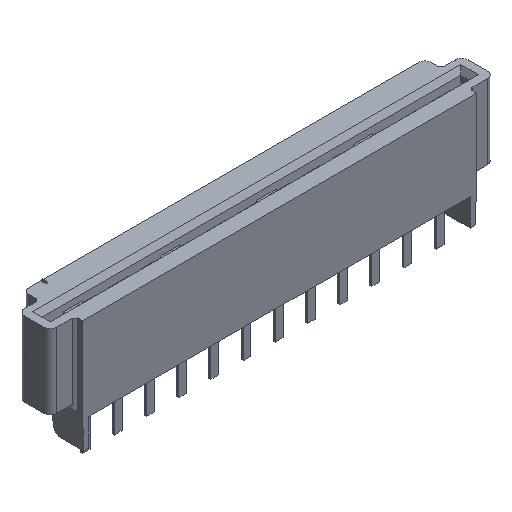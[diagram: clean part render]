
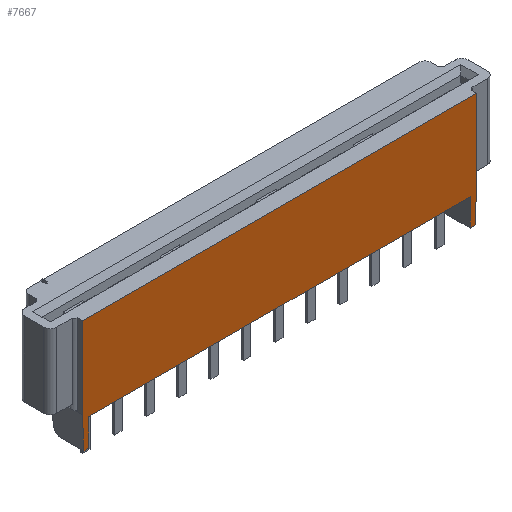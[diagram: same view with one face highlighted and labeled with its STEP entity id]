
A CAD part, isometric view. The second image highlights one B-rep face of the part: STEP entity #7667.
In plain terms, the highlighted planar face has unit normal (0, -1, 0).
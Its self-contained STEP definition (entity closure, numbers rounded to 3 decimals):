
#92=DIRECTION('',(1.,0.,0.));
#93=VECTOR('',#92,31.115);
#94=CARTESIAN_POINT('',(-15.558,-2.388,0.));
#95=LINE('',#94,#93);
#448=DIRECTION('',(1.,0.,0.));
#449=VECTOR('',#448,30.099);
#450=CARTESIAN_POINT('',(-15.05,-2.388,-6.807));
#451=LINE('',#450,#449);
#452=DIRECTION('',(-0.05,0.,0.999));
#453=VECTOR('',#452,2.543);
#454=CARTESIAN_POINT('',(-15.431,-2.388,-8.966));
#455=LINE('',#454,#453);
#456=DIRECTION('',(0.,0.,1.));
#457=VECTOR('',#456,6.426);
#458=CARTESIAN_POINT('',(-15.558,-2.388,-6.426));
#459=LINE('',#458,#457);
#460=DIRECTION('',(0.,0.,-1.));
#461=VECTOR('',#460,6.426);
#462=CARTESIAN_POINT('',(15.558,-2.388,0.));
#463=LINE('',#462,#461);
#464=DIRECTION('',(-0.05,0.,-0.999));
#465=VECTOR('',#464,2.543);
#466=CARTESIAN_POINT('',(15.558,-2.388,-6.426));
#467=LINE('',#466,#465);
#472=DIRECTION('',(0.,0.,-1.));
#473=VECTOR('',#472,2.159);
#474=CARTESIAN_POINT('',(15.05,-2.388,-6.807));
#475=LINE('',#474,#473);
#493=DIRECTION('',(1.,0.,0.));
#494=VECTOR('',#493,0.381);
#495=CARTESIAN_POINT('',(15.05,-2.388,-8.966));
#496=LINE('',#495,#494);
#777=DIRECTION('',(0.,0.,-1.));
#778=VECTOR('',#777,2.159);
#779=CARTESIAN_POINT('',(-15.05,-2.388,-6.807));
#780=LINE('',#779,#778);
#799=DIRECTION('',(1.,0.,0.));
#800=VECTOR('',#799,0.381);
#801=CARTESIAN_POINT('',(-15.431,-2.388,-8.966));
#802=LINE('',#801,#800);
#5932=CARTESIAN_POINT('',(15.05,-2.388,-8.966));
#5934=VERTEX_POINT('',#5932);
#5937=CARTESIAN_POINT('',(-15.558,-2.388,0.));
#5938=VERTEX_POINT('',#5937);
#5939=CARTESIAN_POINT('',(15.558,-2.388,0.));
#5940=VERTEX_POINT('',#5939);
#5941=CARTESIAN_POINT('',(-15.05,-2.388,-8.966));
#5943=VERTEX_POINT('',#5941);
#5979=CARTESIAN_POINT('',(15.431,-2.388,-8.966));
#5981=VERTEX_POINT('',#5979);
#5984=CARTESIAN_POINT('',(15.558,-2.388,-6.426));
#5985=VERTEX_POINT('',#5984);
#5986=CARTESIAN_POINT('',(-15.431,-2.388,-8.966));
#5987=CARTESIAN_POINT('',(-15.558,-2.388,-6.426));
#5988=VERTEX_POINT('',#5986);
#5989=VERTEX_POINT('',#5987);
#5993=CARTESIAN_POINT('',(15.05,-2.388,-6.807));
#5994=VERTEX_POINT('',#5993);
#5995=CARTESIAN_POINT('',(-15.05,-2.388,-6.807));
#5996=VERTEX_POINT('',#5995);
#7644=CARTESIAN_POINT('',(-15.558,-2.388,0.));
#7645=DIRECTION('',(0.,-1.,0.));
#7646=DIRECTION('',(1.,0.,0.));
#7647=AXIS2_PLACEMENT_3D('',#7644,#7645,#7646);
#7648=PLANE('',#7647);
#7650=ORIENTED_EDGE('',*,*,#7649,.F.);
#7651=ORIENTED_EDGE('',*,*,#7452,.F.);
#7653=ORIENTED_EDGE('',*,*,#7652,.T.);
#7655=ORIENTED_EDGE('',*,*,#7654,.F.);
#7656=ORIENTED_EDGE('',*,*,#7622,.T.);
#7657=ORIENTED_EDGE('',*,*,#7639,.T.);
#7658=ORIENTED_EDGE('',*,*,#7311,.T.);
#7660=ORIENTED_EDGE('',*,*,#7659,.T.);
#7662=ORIENTED_EDGE('',*,*,#7661,.T.);
#7664=ORIENTED_EDGE('',*,*,#7663,.F.);
#7665=EDGE_LOOP('',(#7650,#7651,#7653,#7655,#7656,#7657,#7658,#7660,#7662,
#7664));
#7666=FACE_OUTER_BOUND('',#7665,.F.);
#7311=EDGE_CURVE('',#5938,#5940,#95,.T.);
#7452=EDGE_CURVE('',#5996,#5994,#451,.T.);
#7622=EDGE_CURVE('',#5988,#5989,#455,.T.);
#7639=EDGE_CURVE('',#5989,#5938,#459,.T.);
#7649=EDGE_CURVE('',#5994,#5934,#475,.T.);
#7652=EDGE_CURVE('',#5996,#5943,#780,.T.);
#7654=EDGE_CURVE('',#5988,#5943,#802,.T.);
#7659=EDGE_CURVE('',#5940,#5985,#463,.T.);
#7661=EDGE_CURVE('',#5985,#5981,#467,.T.);
#7663=EDGE_CURVE('',#5934,#5981,#496,.T.);
#7667=ADVANCED_FACE('',(#7666),#7648,.T.);
